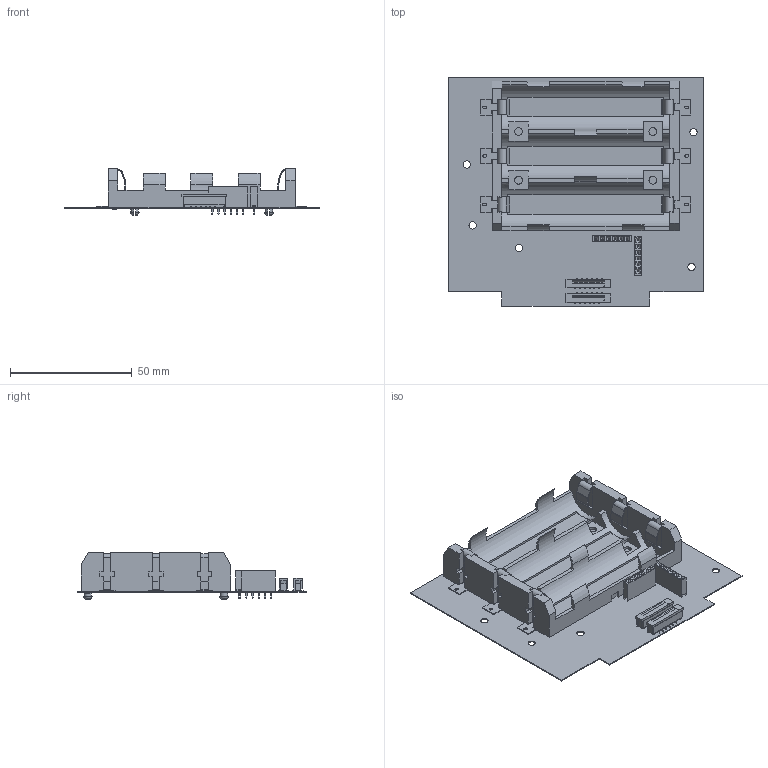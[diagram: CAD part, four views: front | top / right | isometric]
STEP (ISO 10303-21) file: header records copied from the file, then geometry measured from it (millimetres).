
FILE_DESCRIPTION(('Open CASCADE Model'),'2;1');
FILE_NAME('Open CASCADE Shape Model','2024-03-23T15:22:43',('Author'),( 'Open CASCADE'),'Open CASCADE STEP processor 7.5','Open CASCADE 7.5' ,'Unknown');
FILE_SCHEMA(('AUTOMOTIVE_DESIGN { 1 0 10303 214 1 1 1 1 }'));
Length unit declared in the file: millimetre
Products named in the file (15): PCB; Board; Open CASCADE STEP translator 7.5 2.1.1; H2; DS1023-1x6SF11; body; contact; J2; SFW12S-2STE1LF; J1; H1; B1; Hold_18650-3p_smd; Hold_18650_Con_smd
Assembly tree (26 placements, depth 4):
  PCB
    Board
      Open CASCADE STEP translator 7.5 2.1.1
    H2
      DS1023-1x6SF11
        body
        contact  x6
    J2
      SFW12S-2STE1LF
    J1
      SFW12S-2STE1LF
    H1
      DS1023-1x6SF11
        body
        contact  x6
    B1
      Hold_18650-3p_smd
        Hold_18650_Con_smd  x6
        Hold_18650-3p_smd
Bounding box: 105 x 94 x 19.3 mm (x, y, z)
Volume: 20593.3 mm3; surface area: 38998.2 mm2
Topology: 24 solids, 24 shells, 1802 faces, 4940 edges, 3203 vertices
Faces by surface type: plane 1516, cylinder 281, revolution 5
Full cylindrical faces by diameter (mm): 0.762 x12, 1.6 x1, 3 x5, 3.2 x4
Entity records: 27610 total; most frequent: CARTESIAN_POINT 5042, ORIENTED_EDGE 4542, DIRECTION 4137, EDGE_CURVE 2271, LINE 2044, VECTOR 2044, VERTEX_POINT 1489, AXIS2_PLACEMENT_3D 1044
